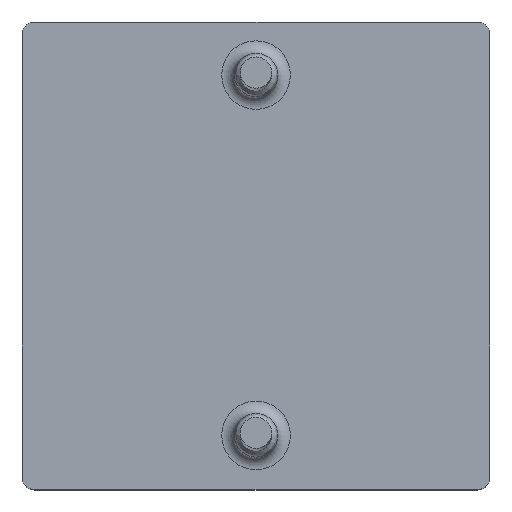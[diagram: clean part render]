
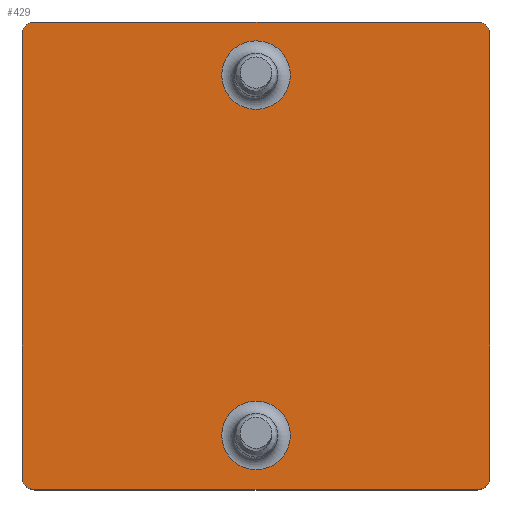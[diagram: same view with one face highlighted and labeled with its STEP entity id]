
A CAD part, top view. The second image highlights one B-rep face of the part: STEP entity #429.
In plain terms, the highlighted planar face has unit normal (0, 0, 1).
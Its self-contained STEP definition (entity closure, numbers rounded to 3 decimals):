
#41=FACE_BOUND('',#88,.T.);
#42=FACE_BOUND('',#89,.T.);
#47=PLANE('',#487);
#59=FACE_OUTER_BOUND('',#87,.T.);
#87=EDGE_LOOP('',(#315,#316,#317,#318,#319,#320,#321,#322));
#88=EDGE_LOOP('',(#323));
#89=EDGE_LOOP('',(#324));
#120=LINE('',#790,#144);
#121=LINE('',#794,#145);
#122=LINE('',#798,#146);
#123=LINE('',#801,#147);
#144=VECTOR('',#565,10.);
#145=VECTOR('',#568,10.);
#146=VECTOR('',#571,10.);
#147=VECTOR('',#574,10.);
#170=CIRCLE('',#484,0.55);
#172=CIRCLE('',#488,0.2);
#173=CIRCLE('',#489,0.2);
#174=CIRCLE('',#490,0.2);
#175=CIRCLE('',#491,0.2);
#176=CIRCLE('',#492,0.55);
#205=VERTEX_POINT('',#778);
#207=VERTEX_POINT('',#786);
#208=VERTEX_POINT('',#787);
#209=VERTEX_POINT('',#789);
#210=VERTEX_POINT('',#791);
#211=VERTEX_POINT('',#793);
#212=VERTEX_POINT('',#795);
#213=VERTEX_POINT('',#797);
#214=VERTEX_POINT('',#799);
#215=VERTEX_POINT('',#802);
#244=EDGE_CURVE('',#205,#205,#170,.T.);
#247=EDGE_CURVE('',#207,#208,#172,.T.);
#248=EDGE_CURVE('',#208,#209,#120,.T.);
#249=EDGE_CURVE('',#209,#210,#173,.T.);
#250=EDGE_CURVE('',#210,#211,#121,.T.);
#251=EDGE_CURVE('',#211,#212,#174,.T.);
#252=EDGE_CURVE('',#212,#213,#122,.T.);
#253=EDGE_CURVE('',#213,#214,#175,.T.);
#254=EDGE_CURVE('',#214,#207,#123,.T.);
#255=EDGE_CURVE('',#215,#215,#176,.T.);
#315=ORIENTED_EDGE('',*,*,#247,.T.);
#316=ORIENTED_EDGE('',*,*,#248,.T.);
#317=ORIENTED_EDGE('',*,*,#249,.T.);
#318=ORIENTED_EDGE('',*,*,#250,.T.);
#319=ORIENTED_EDGE('',*,*,#251,.T.);
#320=ORIENTED_EDGE('',*,*,#252,.T.);
#321=ORIENTED_EDGE('',*,*,#253,.T.);
#322=ORIENTED_EDGE('',*,*,#254,.T.);
#323=ORIENTED_EDGE('',*,*,#255,.F.);
#324=ORIENTED_EDGE('',*,*,#244,.F.);
#429=ADVANCED_FACE('',(#59,#41,#42),#47,.T.);
#484=AXIS2_PLACEMENT_3D('',#780,#554,#555);
#487=AXIS2_PLACEMENT_3D('',#785,#561,#562);
#488=AXIS2_PLACEMENT_3D('',#788,#563,#564);
#489=AXIS2_PLACEMENT_3D('',#792,#566,#567);
#490=AXIS2_PLACEMENT_3D('',#796,#569,#570);
#491=AXIS2_PLACEMENT_3D('',#800,#572,#573);
#492=AXIS2_PLACEMENT_3D('',#803,#575,#576);
#554=DIRECTION('center_axis',(0.,0.,1.));
#555=DIRECTION('ref_axis',(-1.,0.,0.));
#561=DIRECTION('center_axis',(0.,0.,1.));
#562=DIRECTION('ref_axis',(1.,0.,0.));
#563=DIRECTION('center_axis',(0.,0.,1.));
#564=DIRECTION('ref_axis',(0.,1.,0.));
#565=DIRECTION('',(0.,-1.,0.));
#566=DIRECTION('center_axis',(0.,0.,1.));
#567=DIRECTION('ref_axis',(-1.,0.,0.));
#568=DIRECTION('',(1.,0.,0.));
#569=DIRECTION('center_axis',(0.,0.,1.));
#570=DIRECTION('ref_axis',(0.,-1.,0.));
#571=DIRECTION('',(0.,1.,0.));
#572=DIRECTION('center_axis',(0.,0.,1.));
#573=DIRECTION('ref_axis',(1.,0.,0.));
#574=DIRECTION('',(-1.,0.,0.));
#575=DIRECTION('center_axis',(0.,0.,1.));
#576=DIRECTION('ref_axis',(-1.,0.,0.));
#778=CARTESIAN_POINT('',(4.301,0.871,1.5));
#780=CARTESIAN_POINT('Origin',(3.751,0.871,1.5));
#785=CARTESIAN_POINT('Origin',(3.75,3.75,1.5));
#786=CARTESIAN_POINT('',(0.2,7.5,1.5));
#787=CARTESIAN_POINT('',(0.,7.3,1.5));
#788=CARTESIAN_POINT('Origin',(0.2,7.3,1.5));
#789=CARTESIAN_POINT('',(0.,0.2,1.5));
#790=CARTESIAN_POINT('',(0.,7.3,1.5));
#791=CARTESIAN_POINT('',(0.2,0.,1.5));
#792=CARTESIAN_POINT('Origin',(0.2,0.2,1.5));
#793=CARTESIAN_POINT('',(7.3,0.,1.5));
#794=CARTESIAN_POINT('',(0.2,0.,1.5));
#795=CARTESIAN_POINT('',(7.5,0.2,1.5));
#796=CARTESIAN_POINT('Origin',(7.3,0.2,1.5));
#797=CARTESIAN_POINT('',(7.5,7.3,1.5));
#798=CARTESIAN_POINT('',(7.5,0.2,1.5));
#799=CARTESIAN_POINT('',(7.3,7.5,1.5));
#800=CARTESIAN_POINT('Origin',(7.3,7.3,1.5));
#801=CARTESIAN_POINT('',(7.3,7.5,1.5));
#802=CARTESIAN_POINT('',(4.301,6.648,1.5));
#803=CARTESIAN_POINT('Origin',(3.751,6.648,1.5));
